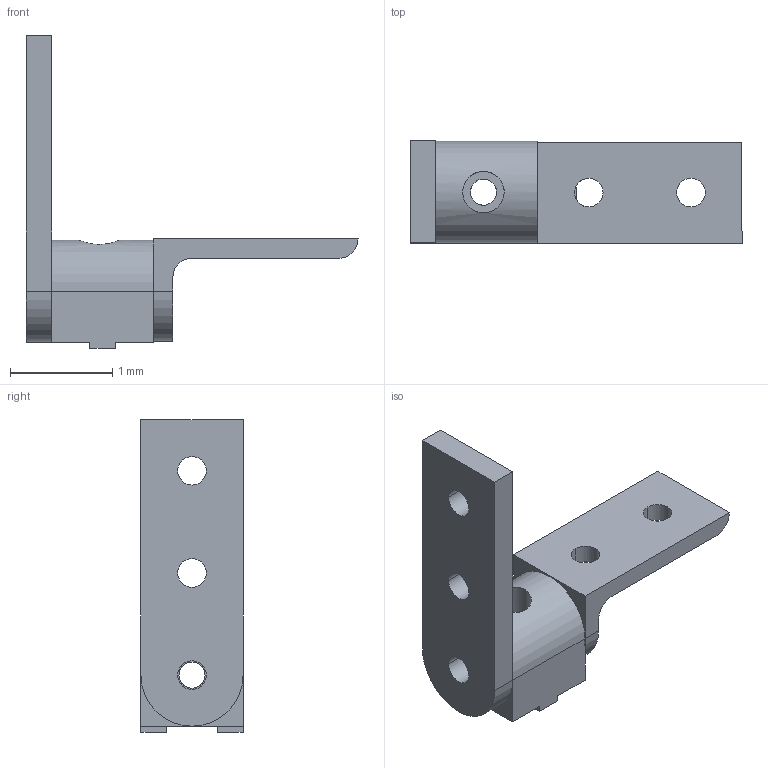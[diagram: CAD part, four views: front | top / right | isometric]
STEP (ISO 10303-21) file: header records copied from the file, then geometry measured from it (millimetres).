
FILE_DESCRIPTION((''),'2;1');
FILE_NAME('10HI8335.stp','2015-07-13T15:51:23',(''),(''),'Mechanical Desktop 2011','Mechanical Desktop 2011',', , ');
FILE_SCHEMA(('CONFIG_CONTROL_DESIGN'));
Length unit declared in the file: millimetre
Products named in the file (1): Product
Bounding box: 3.25 x 1 x 3.06 mm (x, y, z)
Volume: 1.9 mm3; surface area: 21.4 mm2
Topology: 3 solids, 3 shells, 55 faces, 149 edges, 97 vertices
Faces by surface type: cylinder 28, plane 27
Entity records: 1906 total; most frequent: CARTESIAN_POINT 342, DIRECTION 316, ORIENTED_EDGE 298, EDGE_CURVE 149, AXIS2_PLACEMENT_3D 114, VERTEX_POINT 97, VECTOR 88, LINE 88
